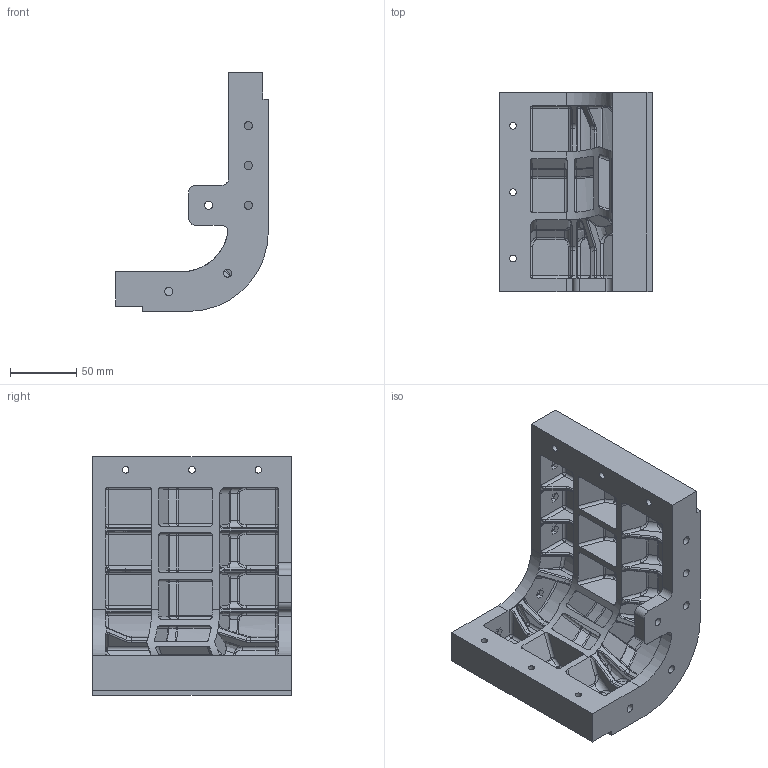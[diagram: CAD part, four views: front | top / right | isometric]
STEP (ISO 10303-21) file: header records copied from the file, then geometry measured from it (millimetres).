
FILE_DESCRIPTION(/* description */ (''),/* implementation_level */ '2;1');
FILE_NAME(/* name */ '',/* time_stamp */ '2025-10-10T19:17:29+03:00',/* author */ ('I9232'),/* organization */ (''),/* preprocessor_version */ 'ST-DEVELOPER v19.2',/* originating_system */ 'Autodesk Inventor 2023',/* authorisation */ '');
FILE_SCHEMA (('AUTOMOTIVE_DESIGN { 1 0 10303 214 3 1 1 }'));
Length unit declared in the file: millimetre
Products named in the file (1): Столб_версия_
2.0
Bounding box: 115 x 150 x 180 mm (x, y, z)
Volume: 562117.9 mm3; surface area: 159456.5 mm2
Topology: 1 solids, 1 shells, 683 faces, 1603 edges, 902 vertices
Faces by surface type: cylinder 275, plane 164, bspline 141, sphere 73, torus 30
Full cylindrical faces by diameter (mm): 5 x6, 6.1 x2, 6.2 x9
Entity records: 22984 total; most frequent: CARTESIAN_POINT 7737, DIRECTION 3224, ORIENTED_EDGE 3148, EDGE_CURVE 1574, AXIS2_PLACEMENT_3D 1262, VERTEX_POINT 902, EDGE_LOOP 726, LINE 700
